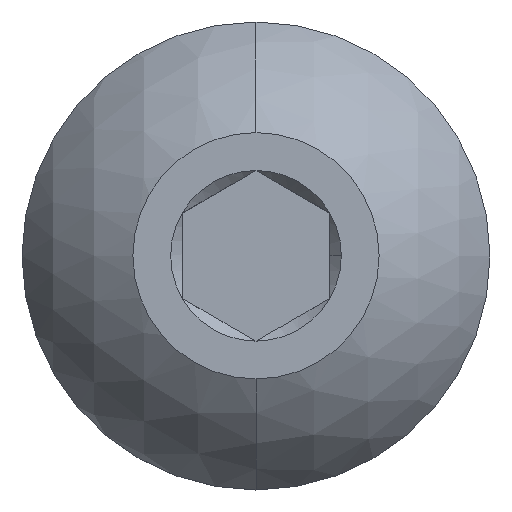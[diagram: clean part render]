
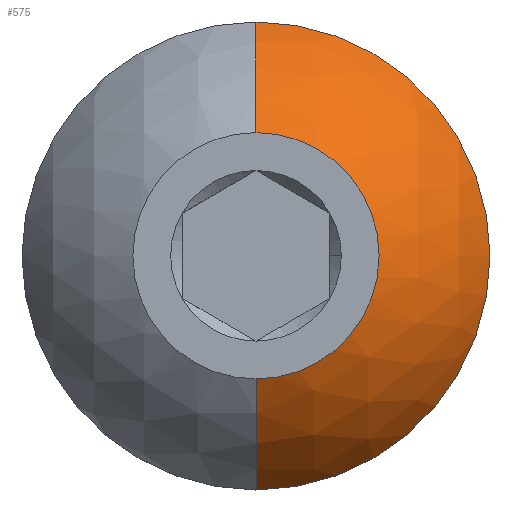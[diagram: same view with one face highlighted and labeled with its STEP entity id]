
A CAD part, top view. The second image highlights one B-rep face of the part: STEP entity #575.
In plain terms, the highlighted spherical face has radius 5.287 mm.
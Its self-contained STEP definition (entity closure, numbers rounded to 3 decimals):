
#575 = ADVANCED_FACE ( 'NONE', ( #1111 ), #1115, .T. ) ;
#848 = ORIENTED_EDGE ( 'NONE', *, *, #5167, .F. ) ;
#849 = ORIENTED_EDGE ( 'NONE', *, *, #5002, .F. ) ;
#850 = ORIENTED_EDGE ( 'NONE', *, *, #5161, .T. ) ;
#851 = ORIENTED_EDGE ( 'NONE', *, *, #5164, .T. ) ;
#852 = ORIENTED_EDGE ( 'NONE', *, *, #5174, .T. ) ;
#932 = EDGE_LOOP ( 'NONE', ( #852, #851, #850, #849, #848 ) ) ;
#969 = VERTEX_POINT ( 'NONE', #3366 ) ;
#1037 = VERTEX_POINT ( 'NONE', #3299 ) ;
#1056 = VERTEX_POINT ( 'NONE', #3280 ) ;
#1058 = VERTEX_POINT ( 'NONE', #3278 ) ;
#1059 = VERTEX_POINT ( 'NONE', #3277 ) ;
#1111 = FACE_OUTER_BOUND ( 'NONE', #932, .T. ) ;
#1115 = SPHERICAL_SURFACE ( 'NONE', #5061, 5.287 ) ;
#1201 = CIRCLE ( 'NONE', #4994, 2.5 ) ;
#1805 = DIRECTION ( 'NONE',  ( 1., 0., 0. ) ) ;
#1808 = DIRECTION ( 'NONE',  ( 0., 0., 1. ) ) ;
#1809 = CARTESIAN_POINT ( 'NONE',  ( 0., 0., -2.338 ) ) ;
#1861 = DIRECTION ( 'NONE',  ( 0., -1., 0. ) ) ;
#1862 = DIRECTION ( 'NONE',  ( -1., 0., 0. ) ) ;
#1863 = CARTESIAN_POINT ( 'NONE',  ( 0., 0., -4.658 ) ) ;
#1869 = DIRECTION ( 'NONE',  ( 1., 0., 0. ) ) ;
#1870 = DIRECTION ( 'NONE',  ( 0., 0., 1. ) ) ;
#1871 = CARTESIAN_POINT ( 'NONE',  ( 0., 0., -2.338 ) ) ;
#1880 = DIRECTION ( 'NONE',  ( 0., 1., 0. ) ) ;
#1881 = DIRECTION ( 'NONE',  ( 1., 0., 0. ) ) ;
#1882 = CARTESIAN_POINT ( 'NONE',  ( 0., 0., -4.658 ) ) ;
#2011 = DIRECTION ( 'NONE',  ( 0., -1., 0. ) ) ;
#2018 = CARTESIAN_POINT ( 'NONE',  ( 0., 0., -4.658 ) ) ;
#2023 = DIRECTION ( 'NONE',  ( 1., 0., 0. ) ) ;
#2170 = AXIS2_PLACEMENT_3D ( 'NONE', #1809, #1808, #1805 ) ;
#2172 = AXIS2_PLACEMENT_3D ( 'NONE', #1863, #1862, #1861 ) ;
#2173 = AXIS2_PLACEMENT_3D ( 'NONE', #1871, #1870, #1869 ) ;
#2174 = AXIS2_PLACEMENT_3D ( 'NONE', #1882, #1881, #1880 ) ;
#3251 = DIRECTION ( 'NONE',  ( 1., 0., 0. ) ) ;
#3252 = DIRECTION ( 'NONE',  ( 0., 0., 1. ) ) ;
#3253 = CARTESIAN_POINT ( 'NONE',  ( 0., 0., 0. ) ) ;
#3277 = CARTESIAN_POINT ( 'NONE',  ( 0., 4.75, -2.338 ) ) ;
#3278 = CARTESIAN_POINT ( 'NONE',  ( 0., 2.5, 0. ) ) ;
#3280 = CARTESIAN_POINT ( 'NONE',  ( 4.75, 0., -2.338 ) ) ;
#3299 = CARTESIAN_POINT ( 'NONE',  ( 0., -2.5, 0. ) ) ;
#3366 = CARTESIAN_POINT ( 'NONE',  ( 0., -4.75, -2.338 ) ) ;
#4891 = CIRCLE ( 'NONE', #2173, 4.75 ) ;
#4894 = CIRCLE ( 'NONE', #2174, 5.287 ) ;
#4895 = CIRCLE ( 'NONE', #2172, 5.287 ) ;
#4906 = CIRCLE ( 'NONE', #2170, 4.75 ) ;
#4994 = AXIS2_PLACEMENT_3D ( 'NONE', #3253, #3252, #3251 ) ;
#5002 = EDGE_CURVE ( 'NONE', #1037, #1058, #1201, .T. ) ;
#5061 = AXIS2_PLACEMENT_3D ( 'NONE', #2018, #2023, #2011 ) ;
#5161 = EDGE_CURVE ( 'NONE', #1059, #1058, #4894, .T. ) ;
#5164 = EDGE_CURVE ( 'NONE', #1056, #1059, #4891, .T. ) ;
#5167 = EDGE_CURVE ( 'NONE', #969, #1037, #4895, .T. ) ;
#5174 = EDGE_CURVE ( 'NONE', #969, #1056, #4906, .T. ) ;
